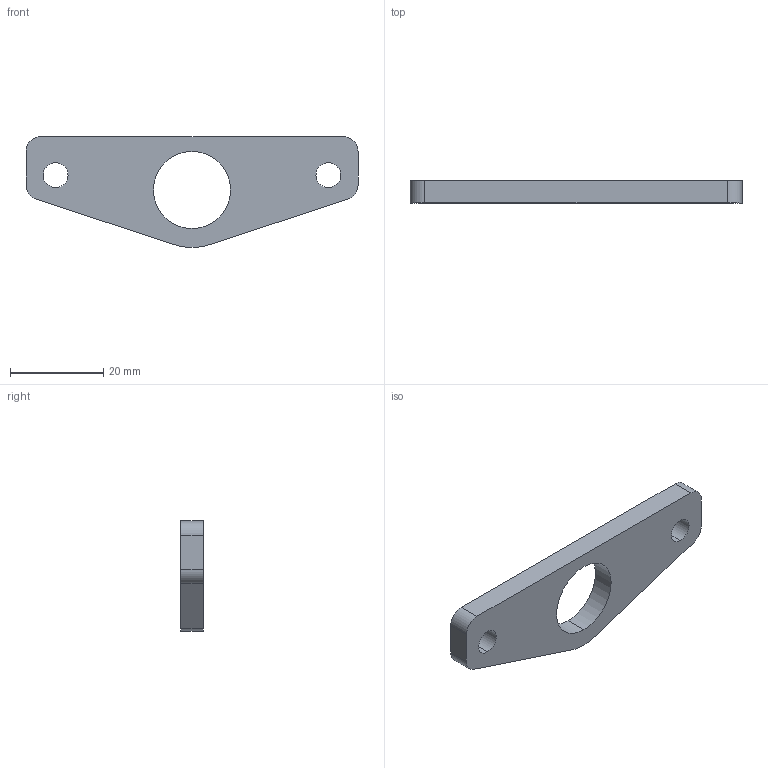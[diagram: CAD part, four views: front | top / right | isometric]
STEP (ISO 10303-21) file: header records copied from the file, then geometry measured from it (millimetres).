
FILE_DESCRIPTION (( 'STEP AP214' ), '1' );
FILE_NAME ('am-2263 Cylinder Plate REV2.STEP', '2018-05-31T19:45:25', ( '' ), ( '' ), 'SwSTEP 2.0', 'SolidWorks 2017', '' );
FILE_SCHEMA (( 'AUTOMOTIVE_DESIGN' ));
Length unit declared in the file: inch
Products named in the file (1): am-2263 Cylinder Plate REV2
Bounding box: 71.12 x 4.75 x 23.72 mm (x, y, z)
Volume: 4996.1 mm3; surface area: 3303.1 mm2
Topology: 1 solids, 1 shells, 19 faces, 51 edges, 34 vertices
Faces by surface type: cylinder 12, plane 7
Entity records: 661 total; most frequent: DIRECTION 115, CARTESIAN_POINT 105, ORIENTED_EDGE 102, EDGE_CURVE 51, AXIS2_PLACEMENT_3D 44, VERTEX_POINT 34, LINE 27, VECTOR 27
